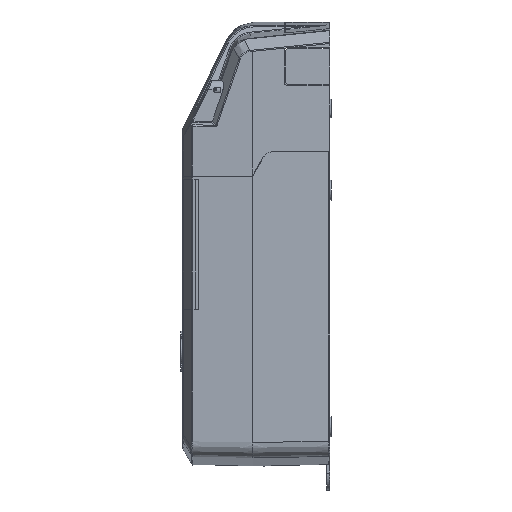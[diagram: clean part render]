
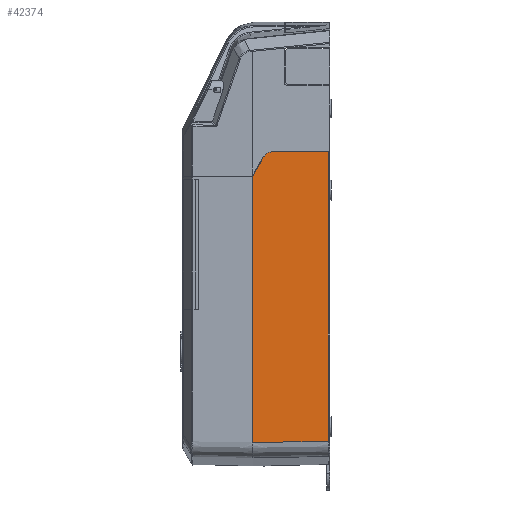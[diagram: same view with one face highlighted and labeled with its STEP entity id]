
A CAD part, left-side view. The second image highlights one B-rep face of the part: STEP entity #42374.
In plain terms, the highlighted planar face has unit normal (-1, -0.02, 0).
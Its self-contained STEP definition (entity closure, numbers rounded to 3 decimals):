
#1275 = LINE ( 'NONE', #34062, #7777 ) ;
#2145 = ORIENTED_EDGE ( 'NONE', *, *, #18590, .T. ) ;
#2793 = LINE ( 'NONE', #15250, #40587 ) ;
#3522 = EDGE_CURVE ( 'NONE', #25772, #45106, #1275, .T. ) ;
#5380 = AXIS2_PLACEMENT_3D ( 'NONE', #39780, #25586, #30457 ) ;
#6311 = VERTEX_POINT ( 'NONE', #35232 ) ;
#6476 = CARTESIAN_POINT ( 'NONE',  ( -88.962, 48.077, -128.74 ) ) ;
#6525 = LINE ( 'NONE', #48507, #21105 ) ;
#7668 = ORIENTED_EDGE ( 'NONE', *, *, #3522, .F. ) ;
#7777 = VECTOR ( 'NONE', #15542, 1000. ) ;
#9194 = ORIENTED_EDGE ( 'NONE', *, *, #44515, .T. ) ;
#10162 = VERTEX_POINT ( 'NONE', #59579 ) ;
#10366 = CARTESIAN_POINT ( 'NONE',  ( -88.757, 37.869, -128.564 ) ) ;
#11158 = CARTESIAN_POINT ( 'NONE',  ( -88.096, 4.795, -127.991 ) ) ;
#12541 = DIRECTION ( 'NONE',  ( 0.02, -1., 0. ) ) ;
#13105 =( BOUNDED_CURVE ( )  B_SPLINE_CURVE ( 3, ( #27553, #23236, #27950, #32215 ),
 .UNSPECIFIED., .F., .F. ) 
 B_SPLINE_CURVE_WITH_KNOTS ( ( 4, 4 ),
 ( 3.654, 4.712 ),
 .UNSPECIFIED. ) 
 CURVE ( )  GEOMETRIC_REPRESENTATION_ITEM ( )  RATIONAL_B_SPLINE_CURVE ( ( 1., 0.909, 0.909, 1. ) ) 
 REPRESENTATION_ITEM ( '' )  );
#15250 = CARTESIAN_POINT ( 'NONE',  ( -88.02, 0.98, 137.538 ) ) ;
#15444 = DIRECTION ( 'NONE',  ( 0., 0., 1. ) ) ;
#15542 = DIRECTION ( 'NONE',  ( 0.01, -0.49, 0.872 ) ) ;
#15660 = CARTESIAN_POINT ( 'NONE',  ( -89., 50., -128.774 ) ) ;
#16250 = DIRECTION ( 'NONE',  ( 0., 0., -1. ) ) ;
#16295 = VERTEX_POINT ( 'NONE', #54849 ) ;
#18590 = EDGE_CURVE ( 'NONE', #25772, #10162, #6525, .T. ) ;
#20342 = CARTESIAN_POINT ( 'NONE',  ( -88.503, 25.147, -128.344 ) ) ;
#20878 = ORIENTED_EDGE ( 'NONE', *, *, #46189, .T. ) ;
#21105 = VECTOR ( 'NONE', #16250, 1000. ) ;
#23236 = CARTESIAN_POINT ( 'NONE',  ( -88.837, 41.841, 58.004 ) ) ;
#24999 = EDGE_LOOP ( 'NONE', ( #9194, #20878, #43668, #40725, #7668, #2145 ) ) ;
#25022 = CARTESIAN_POINT ( 'NONE',  ( -88.248, 12.424, -128.123 ) ) ;
#25586 = DIRECTION ( 'NONE',  ( 1., 0.02, 0. ) ) ;
#25772 = VERTEX_POINT ( 'NONE', #45956 ) ;
#26242 = B_SPLINE_CURVE_WITH_KNOTS ( 'NONE', 3,
 ( #15660, #6476, #38267, #48147, #10366, #52161, #20342, #52753, #33803, #25022, #57462, #11158, #33610 ),
 .UNSPECIFIED., .F., .F.,
 ( 4, 3, 3, 3, 4 ),
 ( 0., 0.006, 0.025, 0.038, 0.049 ),
 .UNSPECIFIED. ) ;
#27553 = CARTESIAN_POINT ( 'NONE',  ( -88.866, 43.294, 55.421 ) ) ;
#27950 = CARTESIAN_POINT ( 'NONE',  ( -88.786, 39.284, 59.499 ) ) ;
#30457 = DIRECTION ( 'NONE',  ( -0.02, 1., 0. ) ) ;
#31067 = PLANE ( 'NONE',  #5380 ) ;
#32215 = CARTESIAN_POINT ( 'NONE',  ( -88.726, 36.321, 59.499 ) ) ;
#33610 = CARTESIAN_POINT ( 'NONE',  ( -88.02, 0.98, -127.925 ) ) ;
#33803 = CARTESIAN_POINT ( 'NONE',  ( -88.333, 16.665, -128.197 ) ) ;
#34062 = CARTESIAN_POINT ( 'NONE',  ( -87.956, -2.2, 136.3 ) ) ;
#34122 = CARTESIAN_POINT ( 'NONE',  ( -88.866, 43.294, 55.421 ) ) ;
#35232 = CARTESIAN_POINT ( 'NONE',  ( -88.726, 36.321, 59.499 ) ) ;
#37688 = LINE ( 'NONE', #54958, #48524 ) ;
#38247 = CARTESIAN_POINT ( 'NONE',  ( -88.02, 0.98, -127.925 ) ) ;
#38267 = CARTESIAN_POINT ( 'NONE',  ( -88.923, 46.154, -128.707 ) ) ;
#39147 = EDGE_CURVE ( 'NONE', #45106, #6311, #13105, .T. ) ;
#39780 = CARTESIAN_POINT ( 'NONE',  ( -88., 0., 137.538 ) ) ;
#40587 = VECTOR ( 'NONE', #15444, 1000. ) ;
#40725 = ORIENTED_EDGE ( 'NONE', *, *, #39147, .F. ) ;
#42374 = ADVANCED_FACE ( 'NONE', ( #45419 ), #31067, .F. ) ;
#43668 = ORIENTED_EDGE ( 'NONE', *, *, #53191, .F. ) ;
#44515 = EDGE_CURVE ( 'NONE', #10162, #46060, #26242, .T. ) ;
#45106 = VERTEX_POINT ( 'NONE', #34122 ) ;
#45419 = FACE_OUTER_BOUND ( 'NONE', #24999, .T. ) ;
#45956 = CARTESIAN_POINT ( 'NONE',  ( -89., 50., 43.499 ) ) ;
#46060 = VERTEX_POINT ( 'NONE', #38247 ) ;
#46189 = EDGE_CURVE ( 'NONE', #46060, #16295, #2793, .T. ) ;
#48147 = CARTESIAN_POINT ( 'NONE',  ( -88.885, 44.23, -128.674 ) ) ;
#48507 = CARTESIAN_POINT ( 'NONE',  ( -89., 50., 137.538 ) ) ;
#48524 = VECTOR ( 'NONE', #12541, 1000. ) ;
#52161 = CARTESIAN_POINT ( 'NONE',  ( -88.63, 31.508, -128.454 ) ) ;
#52753 = CARTESIAN_POINT ( 'NONE',  ( -88.418, 20.906, -128.27 ) ) ;
#53191 = EDGE_CURVE ( 'NONE', #6311, #16295, #37688, .T. ) ;
#54849 = CARTESIAN_POINT ( 'NONE',  ( -88.02, 0.98, 59.499 ) ) ;
#54958 = CARTESIAN_POINT ( 'NONE',  ( -88., 0., 59.499 ) ) ;
#57462 = CARTESIAN_POINT ( 'NONE',  ( -88.172, 8.609, -128.057 ) ) ;
#59579 = CARTESIAN_POINT ( 'NONE',  ( -89., 50., -128.774 ) ) ;
